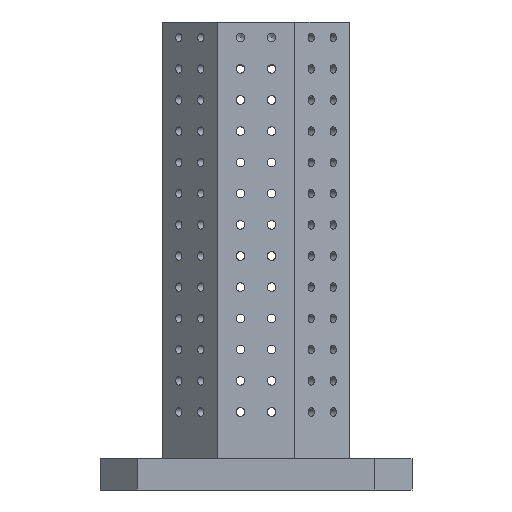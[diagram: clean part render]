
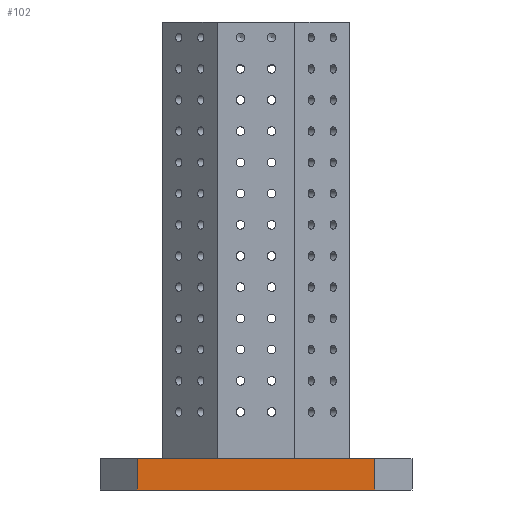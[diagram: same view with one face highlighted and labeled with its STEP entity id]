
A CAD part, left-side view. The second image highlights one B-rep face of the part: STEP entity #102.
In plain terms, the highlighted planar face has unit normal (-1, 0, 0).
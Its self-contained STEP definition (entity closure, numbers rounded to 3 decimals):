
#102 = ADVANCED_FACE( '', ( #743 ), #744, .F. );
#743 = FACE_OUTER_BOUND( '', #2174, .T. );
#744 = PLANE( '', #2175 );
#2174 = EDGE_LOOP( '', ( #3894, #3895, #3896, #3897 ) );
#2175 = AXIS2_PLACEMENT_3D( '', #3898, #3899, #3900 );
#3894 = ORIENTED_EDGE( '', *, *, #6418, .F. );
#3895 = ORIENTED_EDGE( '', *, *, #6419, .T. );
#3896 = ORIENTED_EDGE( '', *, *, #6274, .T. );
#3897 = ORIENTED_EDGE( '', *, *, #5959, .T. );
#3898 = CARTESIAN_POINT( '', ( -250., 250., 50. ) );
#3899 = DIRECTION( '', ( 1., 0., 0. ) );
#3900 = DIRECTION( '', ( 0., 1., 0. ) );
#5959 = EDGE_CURVE( '', #6753, #6750, #6754, .T. );
#6274 = EDGE_CURVE( '', #7360, #6753, #7361, .T. );
#6418 = EDGE_CURVE( '', #7625, #6750, #7626, .T. );
#6419 = EDGE_CURVE( '', #7625, #7360, #7627, .T. );
#6750 = VERTEX_POINT( '', #8178 );
#6753 = VERTEX_POINT( '', #8182 );
#6754 = LINE( '', #8183, #8184 );
#7360 = VERTEX_POINT( '', #8895 );
#7361 = LINE( '', #8896, #8897 );
#7625 = VERTEX_POINT( '', #9199 );
#7626 = LINE( '', #9200, #9201 );
#7627 = LINE( '', #9202, #9203 );
#8178 = CARTESIAN_POINT( '', ( -250., -190., 50. ) );
#8182 = CARTESIAN_POINT( '', ( -250., -190., 0. ) );
#8183 = CARTESIAN_POINT( '', ( -250., -190., 50. ) );
#8184 = VECTOR( '', #10091, 1000. );
#8895 = CARTESIAN_POINT( '', ( -250., 190., 0. ) );
#8896 = CARTESIAN_POINT( '', ( -250., 250., 0. ) );
#8897 = VECTOR( '', #10821, 1000. );
#9199 = CARTESIAN_POINT( '', ( -250., 190., 50. ) );
#9200 = CARTESIAN_POINT( '', ( -250., 250., 50. ) );
#9201 = VECTOR( '', #11175, 1000. );
#9202 = CARTESIAN_POINT( '', ( -250., 190., 50. ) );
#9203 = VECTOR( '', #11176, 1000. );
#10091 = DIRECTION( '', ( 0., 0., 1. ) );
#10821 = DIRECTION( '', ( 0., -1., 0. ) );
#11175 = DIRECTION( '', ( 0., -1., 0. ) );
#11176 = DIRECTION( '', ( 0., 0., -1. ) );
